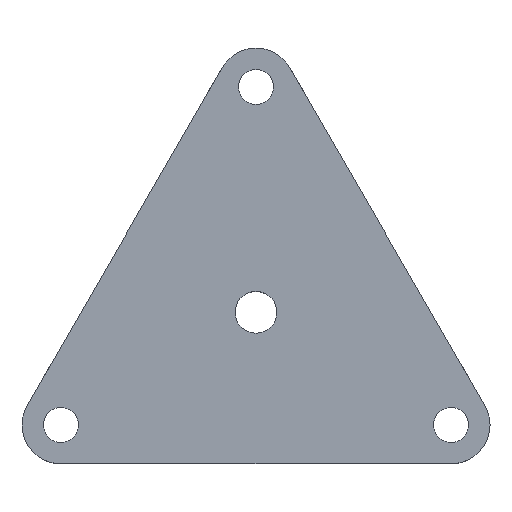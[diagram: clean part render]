
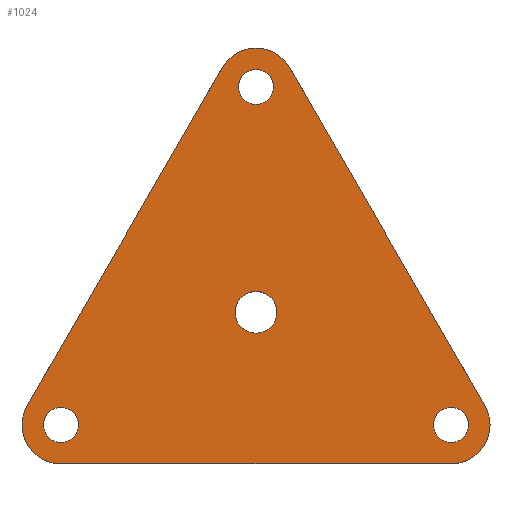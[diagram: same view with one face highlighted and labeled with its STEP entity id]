
A CAD part, top view. The second image highlights one B-rep face of the part: STEP entity #1024.
In plain terms, the highlighted planar face has unit normal (0, 0, 1).
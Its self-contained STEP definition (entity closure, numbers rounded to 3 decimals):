
#4 = VERTEX_POINT ( 'NONE', #593 ) ;
#11 = VERTEX_POINT ( 'NONE', #1300 ) ;
#26 = CARTESIAN_POINT ( 'NONE',  ( 58.84, -23.971, 15. ) ) ;
#43 = DIRECTION ( 'NONE',  ( 0., 0., 1. ) ) ;
#47 = CARTESIAN_POINT ( 'NONE',  ( 50.179, -28.971, 15. ) ) ;
#49 = CARTESIAN_POINT ( 'NONE',  ( -8.66, 62.942, 15. ) ) ;
#57 = LINE ( 'NONE', #49, #724 ) ;
#59 = CARTESIAN_POINT ( 'NONE',  ( -50.179, -28.971, 15. ) ) ;
#63 = AXIS2_PLACEMENT_3D ( 'NONE', #1627, #1509, #1348 ) ;
#67 = CARTESIAN_POINT ( 'NONE',  ( 0., 57.942, 15. ) ) ;
#90 = DIRECTION ( 'NONE',  ( 0., 0., -1. ) ) ;
#102 = ORIENTED_EDGE ( 'NONE', *, *, #1151, .T. ) ;
#104 = DIRECTION ( 'NONE',  ( 0., 0., -1. ) ) ;
#120 = CARTESIAN_POINT ( 'NONE',  ( -50.179, -28.971, 15. ) ) ;
#123 = CARTESIAN_POINT ( 'NONE',  ( -50.179, -38.971, 15. ) ) ;
#171 = AXIS2_PLACEMENT_3D ( 'NONE', #721, #1107, #1240 ) ;
#184 = DIRECTION ( 'NONE',  ( -0.5, -0.866, 0. ) ) ;
#186 = CARTESIAN_POINT ( 'NONE',  ( -54.679, -28.971, 15. ) ) ;
#197 = CIRCLE ( 'NONE', #1077, 10. ) ;
#213 = DIRECTION ( 'NONE',  ( 1., 0., 0. ) ) ;
#217 = CIRCLE ( 'NONE', #1132, 10. ) ;
#227 = CARTESIAN_POINT ( 'NONE',  ( 8.66, 62.942, 15. ) ) ;
#234 = DIRECTION ( 'NONE',  ( 1., 0., 0. ) ) ;
#251 = PLANE ( 'NONE',  #553 ) ;
#261 = CARTESIAN_POINT ( 'NONE',  ( 0., 0., 15. ) ) ;
#268 = ORIENTED_EDGE ( 'NONE', *, *, #1369, .T. ) ;
#280 = CIRCLE ( 'NONE', #1108, 4.5 ) ;
#294 = VERTEX_POINT ( 'NONE', #1275 ) ;
#313 = EDGE_LOOP ( 'NONE', ( #588, #1521 ) ) ;
#322 = AXIS2_PLACEMENT_3D ( 'NONE', #261, #1309, #1591 ) ;
#332 = DIRECTION ( 'NONE',  ( 0., 0., 1. ) ) ;
#339 = CARTESIAN_POINT ( 'NONE',  ( 4.5, 57.942, 15. ) ) ;
#350 = EDGE_LOOP ( 'NONE', ( #268, #1668 ) ) ;
#352 = CARTESIAN_POINT ( 'NONE',  ( 58.84, -23.971, 15. ) ) ;
#359 = VECTOR ( 'NONE', #893, 1000. ) ;
#366 = DIRECTION ( 'NONE',  ( 0., 0., -1. ) ) ;
#371 = CARTESIAN_POINT ( 'NONE',  ( 0., 57.942, 15. ) ) ;
#380 = FACE_OUTER_BOUND ( 'NONE', #1469, .T. ) ;
#401 = CIRCLE ( 'NONE', #322, 5.383 ) ;
#412 = EDGE_LOOP ( 'NONE', ( #489, #830 ) ) ;
#415 = VERTEX_POINT ( 'NONE', #1604 ) ;
#433 = CIRCLE ( 'NONE', #570, 4.5 ) ;
#446 = CIRCLE ( 'NONE', #171, 4.5 ) ;
#452 = DIRECTION ( 'NONE',  ( 0., 0., -1. ) ) ;
#473 = DIRECTION ( 'NONE',  ( -1., 0., 0. ) ) ;
#479 = FACE_BOUND ( 'NONE', #350, .T. ) ;
#482 = CARTESIAN_POINT ( 'NONE',  ( -60.179, -28.971, 15. ) ) ;
#484 = DIRECTION ( 'NONE',  ( -1., 0., 0. ) ) ;
#489 = ORIENTED_EDGE ( 'NONE', *, *, #818, .T. ) ;
#505 = CARTESIAN_POINT ( 'NONE',  ( 50.179, -28.971, 15. ) ) ;
#547 = ORIENTED_EDGE ( 'NONE', *, *, #610, .T. ) ;
#553 = AXIS2_PLACEMENT_3D ( 'NONE', #1570, #1286, #213 ) ;
#561 = VERTEX_POINT ( 'NONE', #186 ) ;
#570 = AXIS2_PLACEMENT_3D ( 'NONE', #120, #647, #484 ) ;
#583 = AXIS2_PLACEMENT_3D ( 'NONE', #371, #1699, #473 ) ;
#588 = ORIENTED_EDGE ( 'NONE', *, *, #1662, .T. ) ;
#593 = CARTESIAN_POINT ( 'NONE',  ( -8.66, 62.942, 15. ) ) ;
#610 = EDGE_CURVE ( 'NONE', #1028, #1215, #197, .T. ) ;
#647 = DIRECTION ( 'NONE',  ( 0., 0., -1. ) ) ;
#685 = VERTEX_POINT ( 'NONE', #26 ) ;
#703 = DIRECTION ( 'NONE',  ( 1., 0., 0. ) ) ;
#712 = AXIS2_PLACEMENT_3D ( 'NONE', #505, #90, #1527 ) ;
#719 = VERTEX_POINT ( 'NONE', #800 ) ;
#721 = CARTESIAN_POINT ( 'NONE',  ( 50.179, -28.971, 15. ) ) ;
#724 = VECTOR ( 'NONE', #184, 1000. ) ;
#736 = AXIS2_PLACEMENT_3D ( 'NONE', #1179, #366, #755 ) ;
#738 = EDGE_CURVE ( 'NONE', #1680, #11, #1408, .T. ) ;
#748 = EDGE_CURVE ( 'NONE', #4, #1488, #57, .T. ) ;
#755 = DIRECTION ( 'NONE',  ( -1., 0., 0. ) ) ;
#796 = EDGE_CURVE ( 'NONE', #979, #1206, #446, .T. ) ;
#800 = CARTESIAN_POINT ( 'NONE',  ( 50.179, -38.971, 15. ) ) ;
#818 = EDGE_CURVE ( 'NONE', #11, #1680, #280, .T. ) ;
#830 = ORIENTED_EDGE ( 'NONE', *, *, #738, .T. ) ;
#831 = DIRECTION ( 'NONE',  ( 1., 0., 0. ) ) ;
#834 = CARTESIAN_POINT ( 'NONE',  ( -50.179, -28.971, 15. ) ) ;
#841 = ORIENTED_EDGE ( 'NONE', *, *, #965, .T. ) ;
#867 = EDGE_CURVE ( 'NONE', #1488, #1028, #217, .T. ) ;
#886 = AXIS2_PLACEMENT_3D ( 'NONE', #1129, #104, #1562 ) ;
#890 = EDGE_CURVE ( 'NONE', #1199, #294, #1218, .T. ) ;
#893 = DIRECTION ( 'NONE',  ( -0.5, 0.866, 0. ) ) ;
#912 = FACE_BOUND ( 'NONE', #412, .T. ) ;
#965 = EDGE_CURVE ( 'NONE', #685, #1289, #1397, .T. ) ;
#979 = VERTEX_POINT ( 'NONE', #1167 ) ;
#982 = EDGE_CURVE ( 'NONE', #1289, #4, #1323, .T. ) ;
#987 = ORIENTED_EDGE ( 'NONE', *, *, #1640, .T. ) ;
#1024 = ADVANCED_FACE ( 'NONE', ( #479, #912, #1037, #1435, #380 ), #251, .T. ) ;
#1028 = VERTEX_POINT ( 'NONE', #482 ) ;
#1037 = FACE_BOUND ( 'NONE', #1087, .T. ) ;
#1077 = AXIS2_PLACEMENT_3D ( 'NONE', #59, #1111, #1638 ) ;
#1087 = EDGE_LOOP ( 'NONE', ( #102, #987 ) ) ;
#1107 = DIRECTION ( 'NONE',  ( 0., 0., -1. ) ) ;
#1108 = AXIS2_PLACEMENT_3D ( 'NONE', #67, #452, #1117 ) ;
#1111 = DIRECTION ( 'NONE',  ( 0., 0., 1. ) ) ;
#1115 = ORIENTED_EDGE ( 'NONE', *, *, #1619, .T. ) ;
#1117 = DIRECTION ( 'NONE',  ( -1., 0., 0. ) ) ;
#1127 = CARTESIAN_POINT ( 'NONE',  ( -58.84, -23.971, 15. ) ) ;
#1129 = CARTESIAN_POINT ( 'NONE',  ( 0., 0., 15. ) ) ;
#1132 = AXIS2_PLACEMENT_3D ( 'NONE', #834, #43, #703 ) ;
#1137 = CARTESIAN_POINT ( 'NONE',  ( 45.679, -28.971, 15. ) ) ;
#1151 = EDGE_CURVE ( 'NONE', #561, #415, #1484, .T. ) ;
#1154 = ORIENTED_EDGE ( 'NONE', *, *, #982, .T. ) ;
#1167 = CARTESIAN_POINT ( 'NONE',  ( 54.679, -28.971, 15. ) ) ;
#1177 = VECTOR ( 'NONE', #234, 1000. ) ;
#1179 = CARTESIAN_POINT ( 'NONE',  ( -50.179, -28.971, 15. ) ) ;
#1199 = VERTEX_POINT ( 'NONE', #1710 ) ;
#1206 = VERTEX_POINT ( 'NONE', #1137 ) ;
#1215 = VERTEX_POINT ( 'NONE', #123 ) ;
#1218 = CIRCLE ( 'NONE', #886, 5.383 ) ;
#1228 = CIRCLE ( 'NONE', #1367, 10. ) ;
#1240 = DIRECTION ( 'NONE',  ( -1., 0., 0. ) ) ;
#1275 = CARTESIAN_POINT ( 'NONE',  ( 5.383, 0., 15. ) ) ;
#1286 = DIRECTION ( 'NONE',  ( 0., 0., 1. ) ) ;
#1289 = VERTEX_POINT ( 'NONE', #227 ) ;
#1300 = CARTESIAN_POINT ( 'NONE',  ( -4.5, 57.942, 15. ) ) ;
#1309 = DIRECTION ( 'NONE',  ( 0., 0., -1. ) ) ;
#1323 = CIRCLE ( 'NONE', #583, 10. ) ;
#1348 = DIRECTION ( 'NONE',  ( -1., 0., 0. ) ) ;
#1353 = ORIENTED_EDGE ( 'NONE', *, *, #1390, .T. ) ;
#1367 = AXIS2_PLACEMENT_3D ( 'NONE', #47, #332, #831 ) ;
#1369 = EDGE_CURVE ( 'NONE', #294, #1199, #401, .T. ) ;
#1390 = EDGE_CURVE ( 'NONE', #719, #685, #1228, .T. ) ;
#1397 = LINE ( 'NONE', #352, #359 ) ;
#1407 = ORIENTED_EDGE ( 'NONE', *, *, #867, .T. ) ;
#1408 = CIRCLE ( 'NONE', #63, 4.5 ) ;
#1435 = FACE_BOUND ( 'NONE', #313, .T. ) ;
#1456 = CIRCLE ( 'NONE', #712, 4.5 ) ;
#1469 = EDGE_LOOP ( 'NONE', ( #1353, #841, #1154, #1545, #1407, #547, #1115 ) ) ;
#1484 = CIRCLE ( 'NONE', #736, 4.5 ) ;
#1488 = VERTEX_POINT ( 'NONE', #1127 ) ;
#1509 = DIRECTION ( 'NONE',  ( 0., 0., -1. ) ) ;
#1521 = ORIENTED_EDGE ( 'NONE', *, *, #796, .T. ) ;
#1527 = DIRECTION ( 'NONE',  ( -1., 0., 0. ) ) ;
#1545 = ORIENTED_EDGE ( 'NONE', *, *, #748, .T. ) ;
#1562 = DIRECTION ( 'NONE',  ( -1., 0., 0. ) ) ;
#1570 = CARTESIAN_POINT ( 'NONE',  ( 50.179, -28.971, 15. ) ) ;
#1591 = DIRECTION ( 'NONE',  ( -1., 0., 0. ) ) ;
#1604 = CARTESIAN_POINT ( 'NONE',  ( -45.679, -28.971, 15. ) ) ;
#1619 = EDGE_CURVE ( 'NONE', #1215, #719, #1704, .T. ) ;
#1627 = CARTESIAN_POINT ( 'NONE',  ( 0., 57.942, 15. ) ) ;
#1638 = DIRECTION ( 'NONE',  ( 1., 0., 0. ) ) ;
#1640 = EDGE_CURVE ( 'NONE', #415, #561, #433, .T. ) ;
#1662 = EDGE_CURVE ( 'NONE', #1206, #979, #1456, .T. ) ;
#1666 = CARTESIAN_POINT ( 'NONE',  ( -50.179, -38.971, 15. ) ) ;
#1668 = ORIENTED_EDGE ( 'NONE', *, *, #890, .T. ) ;
#1680 = VERTEX_POINT ( 'NONE', #339 ) ;
#1699 = DIRECTION ( 'NONE',  ( 0., 0., 1. ) ) ;
#1704 = LINE ( 'NONE', #1666, #1177 ) ;
#1710 = CARTESIAN_POINT ( 'NONE',  ( -5.383, 0., 15. ) ) ;
